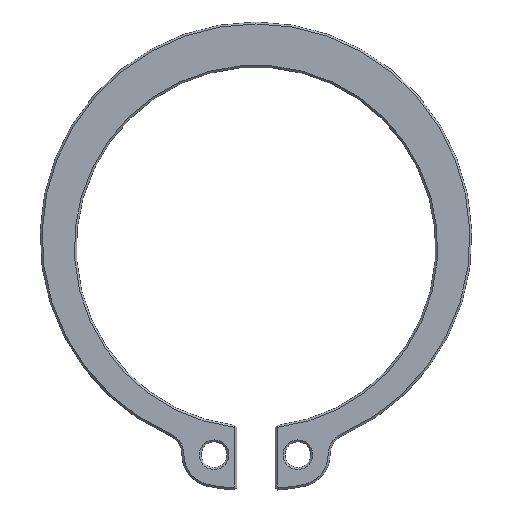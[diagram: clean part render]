
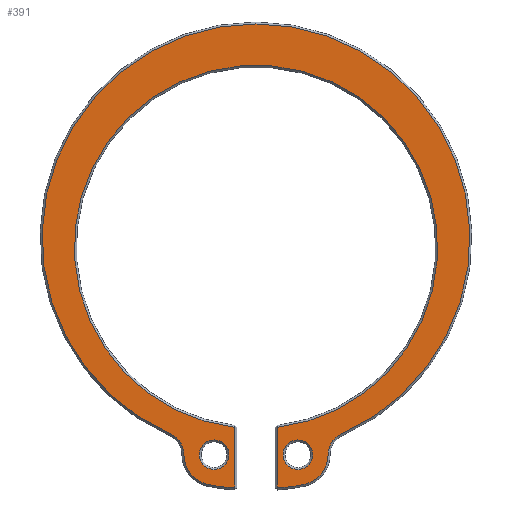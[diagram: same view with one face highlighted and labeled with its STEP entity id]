
A CAD part, top view. The second image highlights one B-rep face of the part: STEP entity #391.
In plain terms, the highlighted planar face has unit normal (0, 0, 1).
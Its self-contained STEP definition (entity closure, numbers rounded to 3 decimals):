
#124 = VERTEX_POINT('',#125);
#125 = CARTESIAN_POINT('',(1.65,-14.003,0.75));
#133 = VERTEX_POINT('',#134);
#134 = CARTESIAN_POINT('',(1.65,-18.709,0.75));
#140 = EDGE_CURVE('',#124,#133,#141,.T.);
#141 = LINE('',#142,#143);
#142 = CARTESIAN_POINT('',(1.65,-13.869,0.75));
#143 = VECTOR('',#144,1.);
#144 = DIRECTION('',(0.,-1.,0.));
#391 = ADVANCED_FACE('',(#392,#473,#484),#495,.F.);
#392 = FACE_BOUND('',#393,.F.);
#393 = EDGE_LOOP('',(#394,#395,#404,#412,#421,#430,#439,#448,#457,#466)
  );
#394 = ORIENTED_EDGE('',*,*,#140,.F.);
#395 = ORIENTED_EDGE('',*,*,#396,.T.);
#396 = EDGE_CURVE('',#124,#397,#399,.T.);
#397 = VERTEX_POINT('',#398);
#398 = CARTESIAN_POINT('',(-1.65,-14.003,0.75));
#399 = CIRCLE('',#400,14.1);
#400 = AXIS2_PLACEMENT_3D('',#401,#402,#403);
#401 = CARTESIAN_POINT('',(0.,0.,0.75));
#402 = DIRECTION('',(-0.,0.,1.));
#403 = DIRECTION('',(0.108,-0.994,0.));
#404 = ORIENTED_EDGE('',*,*,#405,.T.);
#405 = EDGE_CURVE('',#397,#406,#408,.T.);
#406 = VERTEX_POINT('',#407);
#407 = CARTESIAN_POINT('',(-1.65,-18.709,0.75));
#408 = LINE('',#409,#410);
#409 = CARTESIAN_POINT('',(-1.65,-13.869,0.75));
#410 = VECTOR('',#411,1.);
#411 = DIRECTION('',(0.,-1.,0.));
#412 = ORIENTED_EDGE('',*,*,#413,.F.);
#413 = EDGE_CURVE('',#414,#406,#416,.T.);
#414 = VERTEX_POINT('',#415);
#415 = CARTESIAN_POINT('',(-3.714,-18.429,0.75));
#416 = CIRCLE('',#417,16.215);
#417 = AXIS2_PLACEMENT_3D('',#418,#419,#420);
#418 = CARTESIAN_POINT('',(-0.511,-2.534,0.75));
#419 = DIRECTION('',(0.,0.,1.));
#420 = DIRECTION('',(-0.198,-0.98,0.));
#421 = ORIENTED_EDGE('',*,*,#422,.F.);
#422 = EDGE_CURVE('',#423,#414,#425,.T.);
#423 = VERTEX_POINT('',#424);
#424 = CARTESIAN_POINT('',(-5.6,-16.126,0.75));
#425 = CIRCLE('',#426,2.35);
#426 = AXIS2_PLACEMENT_3D('',#427,#428,#429);
#427 = CARTESIAN_POINT('',(-3.25,-16.126,0.75));
#428 = DIRECTION('',(0.,0.,1.));
#429 = DIRECTION('',(-1.,0.,0.));
#430 = ORIENTED_EDGE('',*,*,#431,.F.);
#431 = EDGE_CURVE('',#432,#423,#434,.T.);
#432 = VERTEX_POINT('',#433);
#433 = CARTESIAN_POINT('',(-6.659,-14.506,0.75));
#434 = CIRCLE('',#435,1.768);
#435 = AXIS2_PLACEMENT_3D('',#436,#437,#438);
#436 = CARTESIAN_POINT('',(-7.368,-16.126,0.75));
#437 = DIRECTION('',(0.,0.,-1.));
#438 = DIRECTION('',(0.401,0.916,0.));
#439 = ORIENTED_EDGE('',*,*,#440,.F.);
#440 = EDGE_CURVE('',#441,#432,#443,.T.);
#441 = VERTEX_POINT('',#442);
#442 = CARTESIAN_POINT('',(6.659,-14.506,0.75));
#443 = CIRCLE('',#444,16.6);
#444 = AXIS2_PLACEMENT_3D('',#445,#446,#447);
#445 = CARTESIAN_POINT('',(0.,0.7,0.75));
#446 = DIRECTION('',(-0.,0.,1.));
#447 = DIRECTION('',(0.401,-0.916,0.));
#448 = ORIENTED_EDGE('',*,*,#449,.F.);
#449 = EDGE_CURVE('',#450,#441,#452,.T.);
#450 = VERTEX_POINT('',#451);
#451 = CARTESIAN_POINT('',(5.6,-16.126,0.75));
#452 = CIRCLE('',#453,1.768);
#453 = AXIS2_PLACEMENT_3D('',#454,#455,#456);
#454 = CARTESIAN_POINT('',(7.368,-16.126,0.75));
#455 = DIRECTION('',(0.,0.,-1.));
#456 = DIRECTION('',(-1.,0.,0.));
#457 = ORIENTED_EDGE('',*,*,#458,.F.);
#458 = EDGE_CURVE('',#459,#450,#461,.T.);
#459 = VERTEX_POINT('',#460);
#460 = CARTESIAN_POINT('',(3.714,-18.429,0.75));
#461 = CIRCLE('',#462,2.35);
#462 = AXIS2_PLACEMENT_3D('',#463,#464,#465);
#463 = CARTESIAN_POINT('',(3.25,-16.126,0.75));
#464 = DIRECTION('',(-0.,0.,1.));
#465 = DIRECTION('',(0.198,-0.98,0.));
#466 = ORIENTED_EDGE('',*,*,#467,.F.);
#467 = EDGE_CURVE('',#133,#459,#468,.T.);
#468 = CIRCLE('',#469,16.215);
#469 = AXIS2_PLACEMENT_3D('',#470,#471,#472);
#470 = CARTESIAN_POINT('',(0.511,-2.534,0.75));
#471 = DIRECTION('',(-0.,0.,1.));
#472 = DIRECTION('',(0.06,-0.998,0.));
#473 = FACE_BOUND('',#474,.F.);
#474 = EDGE_LOOP('',(#475));
#475 = ORIENTED_EDGE('',*,*,#476,.T.);
#476 = EDGE_CURVE('',#477,#477,#479,.T.);
#477 = VERTEX_POINT('',#478);
#478 = CARTESIAN_POINT('',(4.4,-16.126,0.75));
#479 = CIRCLE('',#480,1.15);
#480 = AXIS2_PLACEMENT_3D('',#481,#482,#483);
#481 = CARTESIAN_POINT('',(3.25,-16.126,0.75));
#482 = DIRECTION('',(0.,0.,1.));
#483 = DIRECTION('',(1.,0.,0.));
#484 = FACE_BOUND('',#485,.F.);
#485 = EDGE_LOOP('',(#486));
#486 = ORIENTED_EDGE('',*,*,#487,.T.);
#487 = EDGE_CURVE('',#488,#488,#490,.T.);
#488 = VERTEX_POINT('',#489);
#489 = CARTESIAN_POINT('',(-2.1,-16.126,0.75));
#490 = CIRCLE('',#491,1.15);
#491 = AXIS2_PLACEMENT_3D('',#492,#493,#494);
#492 = CARTESIAN_POINT('',(-3.25,-16.126,0.75));
#493 = DIRECTION('',(0.,0.,1.));
#494 = DIRECTION('',(1.,0.,0.));
#495 = PLANE('',#496);
#496 = AXIS2_PLACEMENT_3D('',#497,#498,#499);
#497 = CARTESIAN_POINT('',(0.,-1.192,0.75));
#498 = DIRECTION('',(-0.,-0.,-1.));
#499 = DIRECTION('',(-1.,0.,0.));
